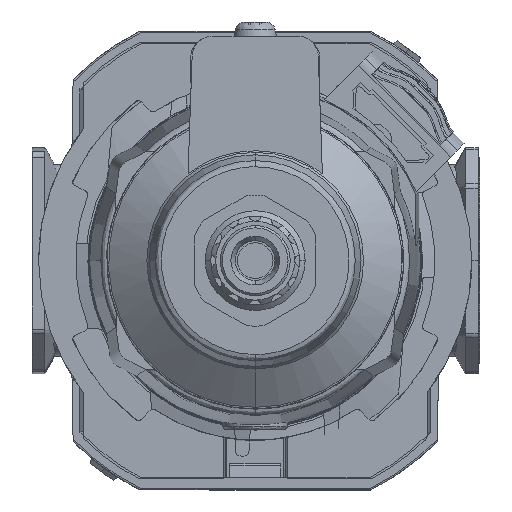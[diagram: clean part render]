
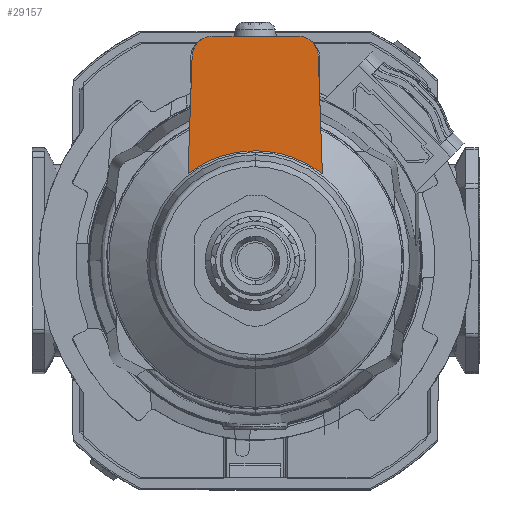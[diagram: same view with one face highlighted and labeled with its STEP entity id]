
A CAD part, front view. The second image highlights one B-rep face of the part: STEP entity #29157.
In plain terms, the highlighted planar face has unit normal (0, -1, 0).
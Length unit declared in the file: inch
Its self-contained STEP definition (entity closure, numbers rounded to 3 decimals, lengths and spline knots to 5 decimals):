
#618 = VERTEX_POINT ( 'NONE', #13791 ) ;
#1176 = CARTESIAN_POINT ( 'NONE',  ( 0., -4.15835, 0.67896 ) ) ;
#2459 = CARTESIAN_POINT ( 'NONE',  ( -0.38975, -4.15835, 1.26431 ) ) ;
#3594 = DIRECTION ( 'NONE',  ( 1., 0., 0. ) ) ;
#3737 = CARTESIAN_POINT ( 'NONE',  ( 0.38975, -4.15835, 1.26431 ) ) ;
#4197 = CARTESIAN_POINT ( 'NONE',  ( 0.27825, -4.15835, 1.3878 ) ) ;
#4471 = EDGE_CURVE ( 'NONE', #10102, #19579, #28970, .T. ) ;
#5530 = CARTESIAN_POINT ( 'NONE',  ( -0.41513, -4.15835, 0.53726 ) ) ;
#5752 = CARTESIAN_POINT ( 'NONE',  ( 0.35623, -4.15835, 0.58278 ) ) ;
#6111 = FACE_OUTER_BOUND ( 'NONE', #46973, .T. ) ;
#6342 = PLANE ( 'NONE',  #33106 ) ;
#7565 = EDGE_CURVE ( 'NONE', #21839, #18759, #12616, .T. ) ;
#8039 = CARTESIAN_POINT ( 'NONE',  ( 0.41513, -4.15835, 0.53726 ) ) ;
#8244 = B_SPLINE_CURVE_WITH_KNOTS ( 'NONE', 3,
 ( #25713, #4197, #36847, #36360, #40715, #25478, #10741, #32494, #40229, #3737 ),
 .UNSPECIFIED., .F., .F.,
 ( 4, 2, 2, 2, 4 ),
 ( 0., 0.25, 0.5, 0.75, 1. ),
 .UNSPECIFIED. ) ;
#8479 = CARTESIAN_POINT ( 'NONE',  ( -0.4198, -4.15835, 0.40354 ) ) ;
#9243 = CARTESIAN_POINT ( 'NONE',  ( -0.36253, -4.15835, 1.34051 ) ) ;
#9495 = ORIENTED_EDGE ( 'NONE', *, *, #12770, .F. ) ;
#10102 = VERTEX_POINT ( 'NONE', #44336 ) ;
#10741 = CARTESIAN_POINT ( 'NONE',  ( 0.3721, -4.15835, 1.32685 ) ) ;
#11347 = CARTESIAN_POINT ( 'NONE',  ( 0.38975, -4.15835, 1.26431 ) ) ;
#12213 = B_SPLINE_CURVE_WITH_KNOTS ( 'NONE', 3,
 ( #1176, #15943, #30687, #45428, #27050, #5530 ),
 .UNSPECIFIED., .F., .F.,
 ( 4, 2, 4 ),
 ( 0.5, 0.75, 1. ),
 .UNSPECIFIED. ) ;
#12616 = B_SPLINE_CURVE_WITH_KNOTS ( 'NONE', 3,
 ( #27505, #5752, #42737, #16635, #20513, #35235 ),
 .UNSPECIFIED., .F., .F.,
 ( 4, 2, 4 ),
 ( 0., 0.25, 0.5 ),
 .UNSPECIFIED. ) ;
#12770 = EDGE_CURVE ( 'NONE', #18759, #618, #12213, .T. ) ;
#13109 = CARTESIAN_POINT ( 'NONE',  ( -0.29462, -4.15835, 1.38461 ) ) ;
#13791 = CARTESIAN_POINT ( 'NONE',  ( -0.41513, -4.15835, 0.53726 ) ) ;
#14103 = ORIENTED_EDGE ( 'NONE', *, *, #39750, .F. ) ;
#15943 = CARTESIAN_POINT ( 'NONE',  ( -0.07444, -4.15835, 0.67896 ) ) ;
#16635 = CARTESIAN_POINT ( 'NONE',  ( 0.14887, -4.15835, 0.66661 ) ) ;
#18759 = VERTEX_POINT ( 'NONE', #35404 ) ;
#19579 = VERTEX_POINT ( 'NONE', #21029 ) ;
#20513 = CARTESIAN_POINT ( 'NONE',  ( 0.07444, -4.15835, 0.67896 ) ) ;
#21029 = CARTESIAN_POINT ( 'NONE',  ( 0.26187, -4.15835, 1.3878 ) ) ;
#21321 = CARTESIAN_POINT ( 'NONE',  ( -0.38542, -4.15835, 1.29692 ) ) ;
#21839 = VERTEX_POINT ( 'NONE', #8039 ) ;
#23714 = VECTOR ( 'NONE', #3594, 39.37008 ) ;
#23939 = VECTOR ( 'NONE', #30473, 39.37008 ) ;
#24540 = ORIENTED_EDGE ( 'NONE', *, *, #4471, .F. ) ;
#24696 = CARTESIAN_POINT ( 'NONE',  ( -0.27825, -4.15835, 1.3878 ) ) ;
#25478 = CARTESIAN_POINT ( 'NONE',  ( 0.36253, -4.15835, 1.34051 ) ) ;
#25713 = CARTESIAN_POINT ( 'NONE',  ( 0.26187, -4.15835, 1.3878 ) ) ;
#26209 = EDGE_CURVE ( 'NONE', #19579, #42515, #8244, .T. ) ;
#26245 = ORIENTED_EDGE ( 'NONE', *, *, #35886, .F. ) ;
#27050 = CARTESIAN_POINT ( 'NONE',  ( -0.35623, -4.15835, 0.58278 ) ) ;
#27505 = CARTESIAN_POINT ( 'NONE',  ( 0.41513, -4.15835, 0.53726 ) ) ;
#27861 = DIRECTION ( 'NONE',  ( 0., 0., 1. ) ) ;
#28970 = LINE ( 'NONE', #43715, #23714 ) ;
#29157 = ADVANCED_FACE ( 'NONE', ( #6111 ), #6342, .F. ) ;
#29178 = ORIENTED_EDGE ( 'NONE', *, *, #45744, .F. ) ;
#29748 = ORIENTED_EDGE ( 'NONE', *, *, #26209, .F. ) ;
#30212 = VERTEX_POINT ( 'NONE', #41844 ) ;
#30473 = DIRECTION ( 'NONE',  ( 0.035, 0., 0.999 ) ) ;
#30687 = CARTESIAN_POINT ( 'NONE',  ( -0.14887, -4.15835, 0.66661 ) ) ;
#31238 = CARTESIAN_POINT ( 'NONE',  ( -0.33897, -4.15835, 1.36326 ) ) ;
#32494 = CARTESIAN_POINT ( 'NONE',  ( 0.38542, -4.15835, 1.29692 ) ) ;
#33106 = AXIS2_PLACEMENT_3D ( 'NONE', #36075, #39235, #27861 ) ;
#35235 = CARTESIAN_POINT ( 'NONE',  ( 0., -4.15835, 0.67896 ) ) ;
#35343 = CARTESIAN_POINT ( 'NONE',  ( -0.38917, -4.15835, 1.28067 ) ) ;
#35404 = CARTESIAN_POINT ( 'NONE',  ( 0., -4.15835, 0.67896 ) ) ;
#35802 = CARTESIAN_POINT ( 'NONE',  ( -0.3721, -4.15835, 1.32685 ) ) ;
#35886 = EDGE_CURVE ( 'NONE', #30212, #10102, #44085, .T. ) ;
#36075 = CARTESIAN_POINT ( 'NONE',  ( -0.26187, -4.15835, 1.25984 ) ) ;
#36360 = CARTESIAN_POINT ( 'NONE',  ( 0.32499, -4.15835, 1.37234 ) ) ;
#36847 = CARTESIAN_POINT ( 'NONE',  ( 0.29462, -4.15835, 1.38461 ) ) ;
#36979 = DIRECTION ( 'NONE',  ( 0.035, 0., -0.999 ) ) ;
#39235 = DIRECTION ( 'NONE',  ( 0., 1., 0. ) ) ;
#39750 = EDGE_CURVE ( 'NONE', #618, #30212, #44980, .T. ) ;
#40229 = CARTESIAN_POINT ( 'NONE',  ( 0.38917, -4.15835, 1.28067 ) ) ;
#40579 = ORIENTED_EDGE ( 'NONE', *, *, #7565, .F. ) ;
#40715 = CARTESIAN_POINT ( 'NONE',  ( 0.33897, -4.15835, 1.36326 ) ) ;
#41844 = CARTESIAN_POINT ( 'NONE',  ( -0.38975, -4.15835, 1.26431 ) ) ;
#42515 = VERTEX_POINT ( 'NONE', #43944 ) ;
#42737 = CARTESIAN_POINT ( 'NONE',  ( 0.28978, -4.15835, 0.61851 ) ) ;
#43715 = CARTESIAN_POINT ( 'NONE',  ( -0.26187, -4.15835, 1.3878 ) ) ;
#43944 = CARTESIAN_POINT ( 'NONE',  ( 0.38975, -4.15835, 1.26431 ) ) ;
#44085 = B_SPLINE_CURVE_WITH_KNOTS ( 'NONE', 3,
 ( #2459, #35343, #21321, #35802, #9243, #31238, #46700, #13109, #24696, #46231 ),
 .UNSPECIFIED., .F., .F.,
 ( 4, 2, 2, 2, 4 ),
 ( 0., 0.25, 0.5, 0.75, 1. ),
 .UNSPECIFIED. ) ;
#44336 = CARTESIAN_POINT ( 'NONE',  ( -0.26187, -4.15835, 1.3878 ) ) ;
#44939 = LINE ( 'NONE', #11347, #47855 ) ;
#44980 = LINE ( 'NONE', #8479, #23939 ) ;
#45428 = CARTESIAN_POINT ( 'NONE',  ( -0.28978, -4.15835, 0.61851 ) ) ;
#45744 = EDGE_CURVE ( 'NONE', #42515, #21839, #44939, .T. ) ;
#46231 = CARTESIAN_POINT ( 'NONE',  ( -0.26187, -4.15835, 1.3878 ) ) ;
#46700 = CARTESIAN_POINT ( 'NONE',  ( -0.32499, -4.15835, 1.37234 ) ) ;
#46973 = EDGE_LOOP ( 'NONE', ( #40579, #29178, #29748, #24540, #26245, #14103, #9495 ) ) ;
#47855 = VECTOR ( 'NONE', #36979, 39.37008 ) ;
